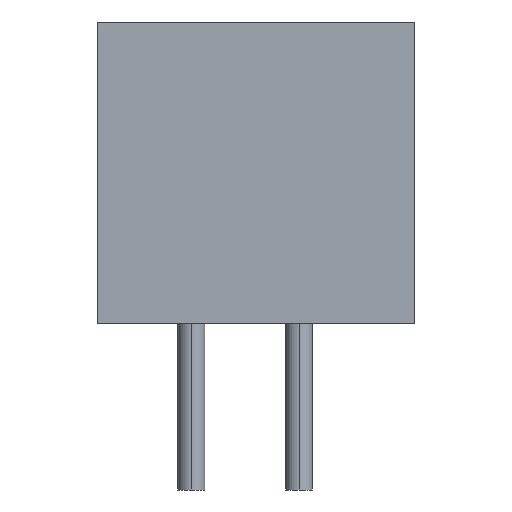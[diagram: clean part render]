
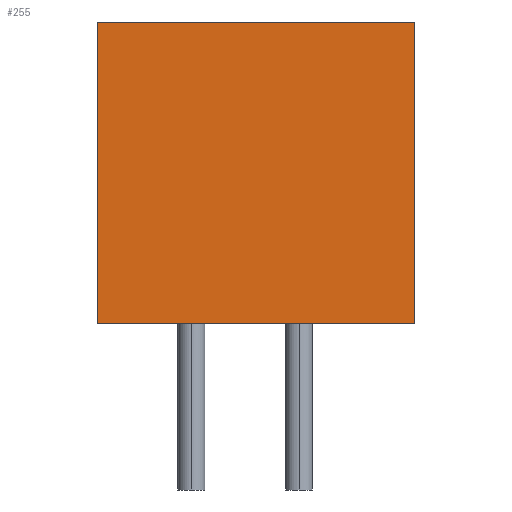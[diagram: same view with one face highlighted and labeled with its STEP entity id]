
A CAD part, left-side view. The second image highlights one B-rep face of the part: STEP entity #255.
In plain terms, the highlighted planar face has unit normal (-1, 0, 0).
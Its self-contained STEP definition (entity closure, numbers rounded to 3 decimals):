
#65 = AXIS2_PLACEMENT_3D ( 'NONE', #1411, #2030, #1115 ) ;
#74 = EDGE_CURVE ( 'NONE', #362, #1409, #119, .T. ) ;
#119 = LINE ( 'NONE', #387, #995 ) ;
#255 = ADVANCED_FACE ( 'NONE', ( #795 ), #781, .T. ) ;
#307 = EDGE_CURVE ( 'NONE', #362, #1432, #1294, .T. ) ;
#325 = CARTESIAN_POINT ( 'NONE',  ( -5.8, 2.75, 2.8 ) ) ;
#362 = VERTEX_POINT ( 'NONE', #1609 ) ;
#387 = CARTESIAN_POINT ( 'NONE',  ( -5.8, -0.2, 0. ) ) ;
#455 = VECTOR ( 'NONE', #464, 1000. ) ;
#464 = DIRECTION ( 'NONE',  ( 0., 0., 1. ) ) ;
#738 = CARTESIAN_POINT ( 'NONE',  ( -5.8, 2.75, 5.6 ) ) ;
#779 = CARTESIAN_POINT ( 'NONE',  ( -5.8, -3.15, 5.6 ) ) ;
#781 = PLANE ( 'NONE',  #65 ) ;
#795 = FACE_OUTER_BOUND ( 'NONE', #1812, .T. ) ;
#811 = ORIENTED_EDGE ( 'NONE', *, *, #307, .T. ) ;
#820 = EDGE_CURVE ( 'NONE', #1432, #1899, #847, .T. ) ;
#847 = LINE ( 'NONE', #866, #1953 ) ;
#866 = CARTESIAN_POINT ( 'NONE',  ( -5.8, -0.2, 5.6 ) ) ;
#950 = EDGE_CURVE ( 'NONE', #1409, #1899, #1122, .T. ) ;
#962 = VECTOR ( 'NONE', #1490, 1000. ) ;
#992 = DIRECTION ( 'NONE',  ( 0., 1., 0. ) ) ;
#995 = VECTOR ( 'NONE', #1522, 1000. ) ;
#1087 = ORIENTED_EDGE ( 'NONE', *, *, #950, .F. ) ;
#1115 = DIRECTION ( 'NONE',  ( 0., 0., 1. ) ) ;
#1122 = LINE ( 'NONE', #325, #455 ) ;
#1294 = LINE ( 'NONE', #1306, #962 ) ;
#1306 = CARTESIAN_POINT ( 'NONE',  ( -5.8, -3.15, 2.8 ) ) ;
#1353 = CARTESIAN_POINT ( 'NONE',  ( -5.8, 2.75, 0. ) ) ;
#1392 = ORIENTED_EDGE ( 'NONE', *, *, #74, .F. ) ;
#1409 = VERTEX_POINT ( 'NONE', #1353 ) ;
#1411 = CARTESIAN_POINT ( 'NONE',  ( -5.8, -3.15, 0. ) ) ;
#1432 = VERTEX_POINT ( 'NONE', #779 ) ;
#1490 = DIRECTION ( 'NONE',  ( 0., 0., 1. ) ) ;
#1522 = DIRECTION ( 'NONE',  ( 0., 1., 0. ) ) ;
#1609 = CARTESIAN_POINT ( 'NONE',  ( -5.8, -3.15, 0. ) ) ;
#1705 = ORIENTED_EDGE ( 'NONE', *, *, #820, .T. ) ;
#1812 = EDGE_LOOP ( 'NONE', ( #1705, #1087, #1392, #811 ) ) ;
#1899 = VERTEX_POINT ( 'NONE', #738 ) ;
#1953 = VECTOR ( 'NONE', #992, 1000. ) ;
#2030 = DIRECTION ( 'NONE',  ( -1., 0., 0. ) ) ;
